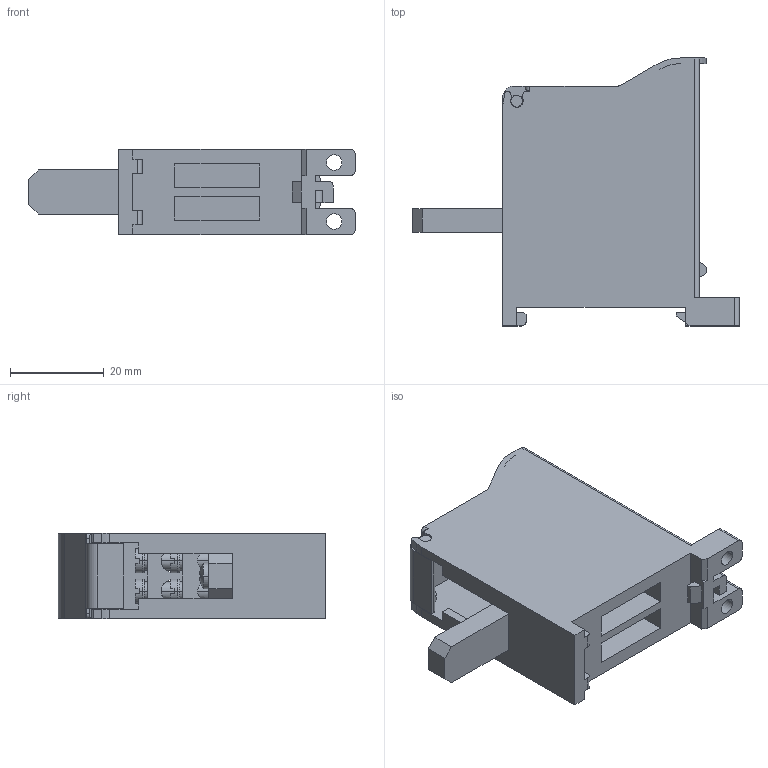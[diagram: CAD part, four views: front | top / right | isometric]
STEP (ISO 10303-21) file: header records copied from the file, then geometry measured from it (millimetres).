
FILE_DESCRIPTION((''),'2;1');
FILE_NAME('5YB576344_ASM','2023-12-04T',('dell'),(''),'PRO/ENGINEER BY PARAMETRIC TECHNOLOGY CORPORATION, 2013230','PRO/ENGINEER BY PARAMETRIC TECHNOLOGY CORPORATION, 2013230','');
FILE_SCHEMA(('AUTOMOTIVE_DESIGN { 1 0 10303 214 1 1 1 1 }'));
Length unit declared in the file: millimetre
Products named in the file (1): 5YB576344_ASM
Bounding box: 69.7 x 57.2 x 18.2 mm (x, y, z)
Volume: 23427.7 mm3; surface area: 17217.7 mm2
Topology: 1 solids, 2 shells, 411 faces, 1202 edges, 788 vertices
Faces by surface type: plane 210, cylinder 149, cone 30, sphere 10, torus 10, bspline 2
Entity records: 16202 total; most frequent: CARTESIAN_POINT 3369, ORIENTED_EDGE 2384, DIRECTION 2328, EDGE_CURVE 1192, AXIS2_PLACEMENT_3D 811, VERTEX_POINT 788, VECTOR 706, LINE 706
